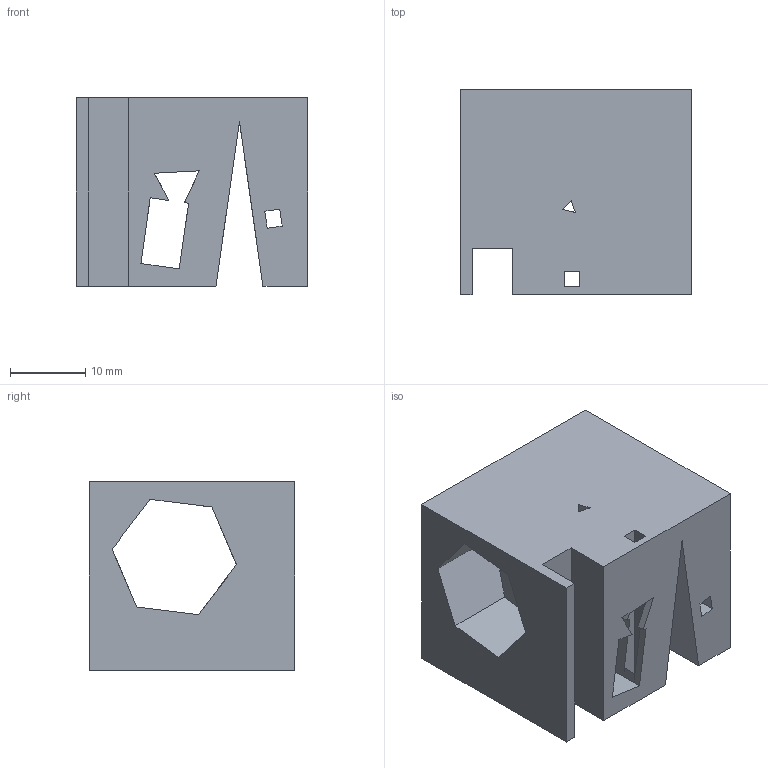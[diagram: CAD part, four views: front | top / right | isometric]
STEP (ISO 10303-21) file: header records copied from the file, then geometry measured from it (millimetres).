
FILE_DESCRIPTION(('Open CASCADE Model'),'2;1');
FILE_NAME('Open CASCADE Shape Model','2021-05-05T18:11:26',('Author'),( 'Open CASCADE'),'Open CASCADE STEP processor 7.4','Open CASCADE 7.4' ,'Unknown');
FILE_SCHEMA(('AUTOMOTIVE_DESIGN { 1 0 10303 214 1 1 1 1 }'));
Length unit declared in the file: millimetre
Products named in the file (1): Open CASCADE STEP translator 7.4 1769
Bounding box: 30.68 x 27.18 x 24.98 mm (x, y, z)
Volume: 11552.4 mm3; surface area: 7237.2 mm2
Topology: 1 solids, 1 shells, 64 faces, 210 edges, 140 vertices
Faces by surface type: plane 63, cylinder 1
Entity records: 4840 total; most frequent: CARTESIAN_POINT 1031, DIRECTION 566, LINE 430, VECTOR 430, ORIENTED_EDGE 420, PCURVE 420, DEFINITIONAL_REPRESENTATION 420, EDGE_CURVE 210
